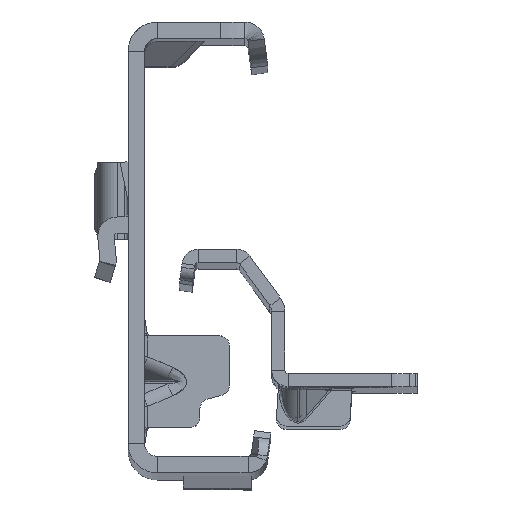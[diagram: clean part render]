
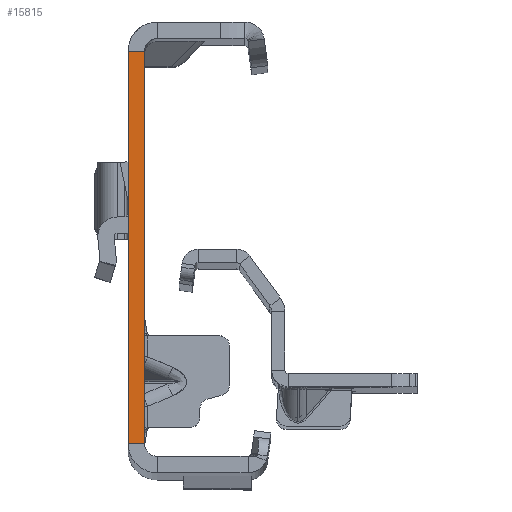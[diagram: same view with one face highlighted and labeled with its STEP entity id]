
A CAD part, top view. The second image highlights one B-rep face of the part: STEP entity #15815.
In plain terms, the highlighted planar face has unit normal (0, 0, 1).
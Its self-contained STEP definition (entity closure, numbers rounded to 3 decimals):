
#236 = CARTESIAN_POINT ( 'NONE',  ( 0., 30., 0. ) ) ;
#753 = ORIENTED_EDGE ( 'NONE', *, *, #17107, .F. ) ;
#1094 = LINE ( 'NONE', #2757, #11578 ) ;
#2736 = EDGE_CURVE ( 'NONE', #15843, #8724, #4365, .T. ) ;
#2757 = CARTESIAN_POINT ( 'NONE',  ( -2.5, -32., 0. ) ) ;
#3277 = DIRECTION ( 'NONE',  ( 0., 0., 1. ) ) ;
#3450 = FACE_OUTER_BOUND ( 'NONE', #17359, .T. ) ;
#3852 = VECTOR ( 'NONE', #7181, 1000. ) ;
#4365 = LINE ( 'NONE', #8551, #3852 ) ;
#4575 = VECTOR ( 'NONE', #15962, 1000. ) ;
#5007 = VERTEX_POINT ( 'NONE', #15010 ) ;
#6562 = VERTEX_POINT ( 'NONE', #11489 ) ;
#6667 = EDGE_CURVE ( 'NONE', #15843, #5007, #10391, .T. ) ;
#7181 = DIRECTION ( 'NONE',  ( -1., 0., 0. ) ) ;
#8421 = ORIENTED_EDGE ( 'NONE', *, *, #6667, .F. ) ;
#8551 = CARTESIAN_POINT ( 'NONE',  ( 0., 30., 0. ) ) ;
#8709 = CARTESIAN_POINT ( 'NONE',  ( -2.5, 30., 0. ) ) ;
#8724 = VERTEX_POINT ( 'NONE', #8709 ) ;
#9014 = DIRECTION ( 'NONE',  ( 1., 0., 0. ) ) ;
#9578 = ORIENTED_EDGE ( 'NONE', *, *, #2736, .T. ) ;
#9674 = LINE ( 'NONE', #15233, #13991 ) ;
#10097 = CARTESIAN_POINT ( 'NONE',  ( -2.5, -32., 0. ) ) ;
#10391 = LINE ( 'NONE', #13226, #4575 ) ;
#11357 = ORIENTED_EDGE ( 'NONE', *, *, #15269, .T. ) ;
#11489 = CARTESIAN_POINT ( 'NONE',  ( -2.5, -30., 0. ) ) ;
#11578 = VECTOR ( 'NONE', #15338, 1000. ) ;
#13226 = CARTESIAN_POINT ( 'NONE',  ( 0., -32., 0. ) ) ;
#13850 = DIRECTION ( 'NONE',  ( -1., 0., 0. ) ) ;
#13941 = AXIS2_PLACEMENT_3D ( 'NONE', #10097, #3277, #9014 ) ;
#13991 = VECTOR ( 'NONE', #13850, 1000. ) ;
#15010 = CARTESIAN_POINT ( 'NONE',  ( 0., -30., 0. ) ) ;
#15233 = CARTESIAN_POINT ( 'NONE',  ( 0., -30., 0. ) ) ;
#15269 = EDGE_CURVE ( 'NONE', #8724, #6562, #1094, .T. ) ;
#15338 = DIRECTION ( 'NONE',  ( 0., -1., 0. ) ) ;
#15815 = ADVANCED_FACE ( 'NONE', ( #3450 ), #16929, .T. ) ;
#15843 = VERTEX_POINT ( 'NONE', #236 ) ;
#15962 = DIRECTION ( 'NONE',  ( 0., -1., 0. ) ) ;
#16929 = PLANE ( 'NONE',  #13941 ) ;
#17107 = EDGE_CURVE ( 'NONE', #5007, #6562, #9674, .T. ) ;
#17359 = EDGE_LOOP ( 'NONE', ( #8421, #9578, #11357, #753 ) ) ;
